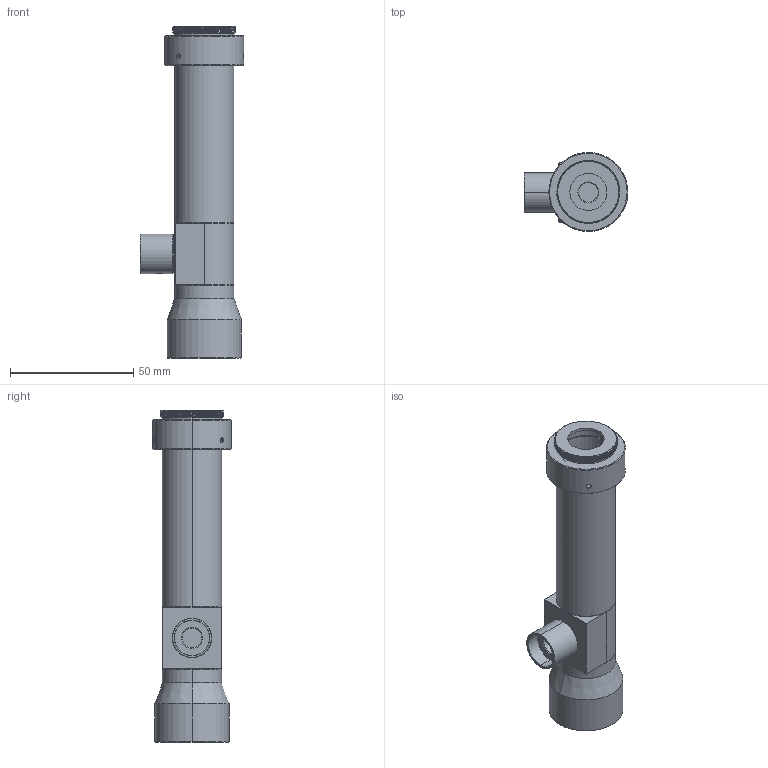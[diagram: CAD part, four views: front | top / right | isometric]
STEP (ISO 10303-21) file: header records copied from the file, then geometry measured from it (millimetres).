
FILE_DESCRIPTION(('FreeCAD Model'),'2;1');
FILE_NAME('Open CASCADE Shape Model','2025-01-22T14:09:10',(''),(''), 'Open CASCADE STEP processor 7.8','FreeCAD','Unknown');
FILE_SCHEMA(('AUTOMOTIVE_DESIGN { 1 0 10303 214 1 1 1 1 }'));
Length unit declared in the file: millimetre
Products named in the file (10): VA-LCM-TC-1-1X-WD110-015; 201_ASM; 501; 202_ASM; 502; 307; 507; 204_ASM; 503; 504
Assembly tree (9 placements, depth 3):
  VA-LCM-TC-1-1X-WD110-015
    201_ASM
      501
    202_ASM
      502
      307
      507
    204_ASM
      503
    504
Bounding box: 42 x 32.01 x 134.43 mm (x, y, z)
Volume: 39787.2 mm3; surface area: 29476.7 mm2
Topology: 6 solids, 6 shells, 454 faces, 1108 edges, 700 vertices
Faces by surface type: cylinder 203, plane 89, bspline 81, cone 79, sphere 2
Entity records: 34509 total; most frequent: CARTESIAN_POINT 24363, ORIENTED_EDGE 2212, DIRECTION 1781, EDGE_CURVE 1106, VERTEX_POINT 700, AXIS2_PLACEMENT_3D 674, FACE_BOUND 508, EDGE_LOOP 508
